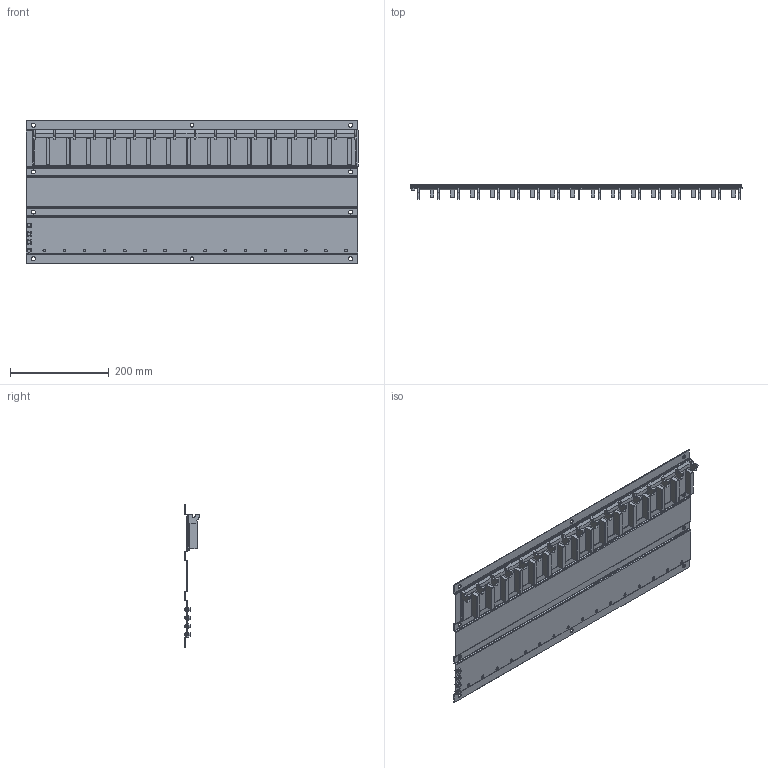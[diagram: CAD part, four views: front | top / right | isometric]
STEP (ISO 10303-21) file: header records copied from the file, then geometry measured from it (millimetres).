
FILE_DESCRIPTION(('starvars output'),'2;1');
FILE_NAME('140XBP01600C_3D.stp','16:48:15 2020/04/01',( 'Thomas Industrial Network Germany GmbH'),( 'Thomas Industrial Network Germany GmbH'),'unknown preprocess','ACIS' ,'unknown authorization');
FILE_SCHEMA(('CONFIG_CONTROL_DESIGN {UNKNOWN IMPLEMENTATION LEVEL}'));
Length unit declared in the file: millimetre
Products named in the file (1): PRODUCT_ID_4
Bounding box: 671 x 29.09 x 290 mm (x, y, z)
Volume: 662703.4 mm3; surface area: 463053 mm2
Topology: 1 solids, 1 shells, 1056 faces, 2922 edges, 1947 vertices
Faces by surface type: plane 758, cylinder 298
Entity records: 32377 total; most frequent: ORIENTED_EDGE 5844, CARTESIAN_POINT 5651, DIRECTION 5146, EDGE_CURVE 2922, VECTOR 2262, LINE 2262, VERTEX_POINT 1947, AXIS2_PLACEMENT_3D 1442
